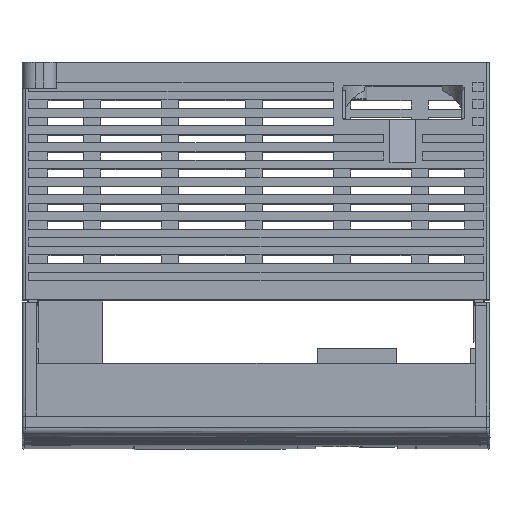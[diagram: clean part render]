
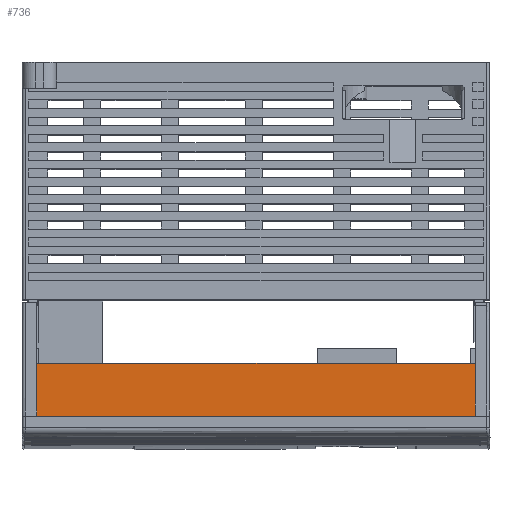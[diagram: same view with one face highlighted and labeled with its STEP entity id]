
A CAD part, top view. The second image highlights one B-rep face of the part: STEP entity #736.
In plain terms, the highlighted planar face has unit normal (0, 0, -1).
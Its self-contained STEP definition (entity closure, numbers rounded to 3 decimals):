
#736=ADVANCED_FACE('',(#3835),#46885,.T.);
#3835=FACE_OUTER_BOUND('',#6675,.T.);
#6675=EDGE_LOOP('',(#12808,#12809,#12810,#12811));
#12808=ORIENTED_EDGE('',*,*,#26824,.F.);
#12809=ORIENTED_EDGE('',*,*,#26874,.F.);
#12810=ORIENTED_EDGE('',*,*,#26822,.F.);
#12811=ORIENTED_EDGE('',*,*,#25370,.F.);
#25370=EDGE_CURVE('',#41188,#41189,#34499,.T.);
#26822=EDGE_CURVE('',#41189,#42124,#35784,.T.);
#26824=EDGE_CURVE('',#42130,#41188,#35786,.T.);
#26874=EDGE_CURVE('',#42124,#42130,#35821,.T.);
#34499=B_SPLINE_CURVE_WITH_KNOTS('',1,(#61387,#61388),.UNSPECIFIED.,.F.,
 .F.,(2,2),(0.,13.63),.UNSPECIFIED.);
#35784=B_SPLINE_CURVE_WITH_KNOTS('',1,(#65235,#65236),.UNSPECIFIED.,.F.,
 .F.,(2,2),(0.,101.8),.UNSPECIFIED.);
#35786=B_SPLINE_CURVE_WITH_KNOTS('',1,(#65239,#65240),.UNSPECIFIED.,.F.,
 .F.,(2,2),(-101.8,0.),.UNSPECIFIED.);
#35821=B_SPLINE_CURVE_WITH_KNOTS('',1,(#65463,#65464),.UNSPECIFIED.,.F.,
 .F.,(2,2),(-13.63,0.),.UNSPECIFIED.);
#41188=VERTEX_POINT('',#58139);
#41189=VERTEX_POINT('',#58140);
#42124=VERTEX_POINT('',#59075);
#42130=VERTEX_POINT('',#59081);
#46885=PLANE('',#49123);
#49123=AXIS2_PLACEMENT_3D('',#55780,#51008,$);
#51008=DIRECTION('',(0.,0.,-1.));
#55780=CARTESIAN_POINT('',(50.9,-31.718,32.99));
#58139=CARTESIAN_POINT('',(50.9,-31.718,32.99));
#58140=CARTESIAN_POINT('',(50.9,-18.088,32.99));
#59075=CARTESIAN_POINT('',(-50.9,-18.088,32.99));
#59081=CARTESIAN_POINT('',(-50.9,-31.718,32.99));
#61387=CARTESIAN_POINT('',(50.9,-31.718,32.99));
#61388=CARTESIAN_POINT('',(50.9,-18.088,32.99));
#65235=CARTESIAN_POINT('',(50.9,-18.088,32.99));
#65236=CARTESIAN_POINT('',(-50.9,-18.088,32.99));
#65239=CARTESIAN_POINT('',(-50.9,-31.718,32.99));
#65240=CARTESIAN_POINT('',(50.9,-31.718,32.99));
#65463=CARTESIAN_POINT('',(-50.9,-18.088,32.99));
#65464=CARTESIAN_POINT('',(-50.9,-31.718,32.99));
